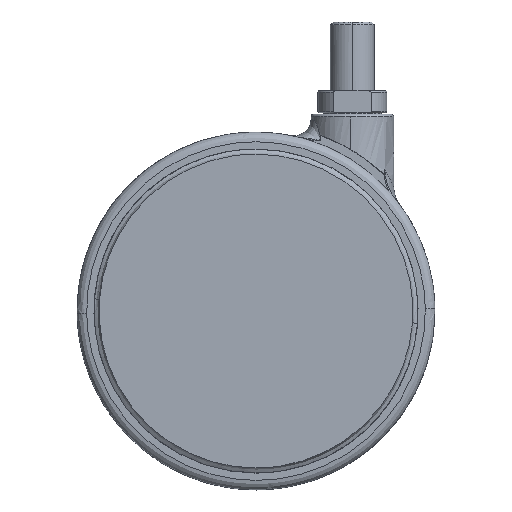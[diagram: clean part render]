
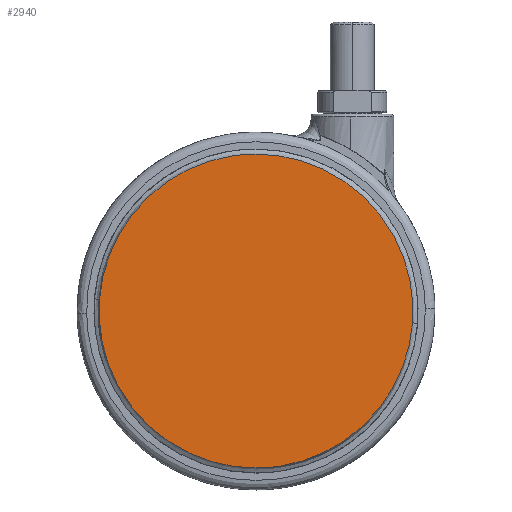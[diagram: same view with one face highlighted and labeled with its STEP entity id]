
A CAD part, front view. The second image highlights one B-rep face of the part: STEP entity #2940.
In plain terms, the highlighted free-form (B-spline) face has degree [1, 1] with [2, 2] control points.
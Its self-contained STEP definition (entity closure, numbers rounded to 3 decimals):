
#2869=CARTESIAN_POINT('',(-97.681,-25.0,-8.806));
#2870=CARTESIAN_POINT('',(-97.681,-25.0,-134.194));
#2871=CARTESIAN_POINT('',(27.681,-25.0,-8.806));
#2872=CARTESIAN_POINT('',(27.681,-25.0,-134.194));
#2873=B_SPLINE_SURFACE_WITH_KNOTS('',1,1,((#2869,#2871),(#2870,#2872)),.UNSPECIFIED.,.F.,.F.,.U.,(2,2),(2,2),(0.0,125.389),(0.0,125.362),.UNSPECIFIED.);
#2874=CARTESIAN_POINT('',(-91.838,-25.,-67.206));
#2875=VERTEX_POINT('',#2874);
#2876=CARTESIAN_POINT('',(-35.0,-25.,-14.5));
#2877=VERTEX_POINT('',#2876);
#2878=CARTESIAN_POINT('',(-91.838,-25.,-67.206));
#2879=CARTESIAN_POINT('',(-87.857,-25.,-14.5));
#2880=CARTESIAN_POINT('',(-35.0,-25.,-14.5));
#2888=(BOUNDED_CURVE()B_SPLINE_CURVE(2,(#2878,#2879,#2880),.UNSPECIFIED.,.F.,.U.)B_SPLINE_CURVE_WITH_KNOTS((3,3),(0.763,1.0),.UNSPECIFIED.)CURVE()GEOMETRIC_REPRESENTATION_ITEM()RATIONAL_B_SPLINE_CURVE((0.971,0.722,1.0))REPRESENTATION_ITEM(''));
#2889=EDGE_CURVE('',#2875,#2877,#2888,.T.);
#2890=ORIENTED_EDGE('',*,*,#2889,.F.);
#2891=CARTESIAN_POINT('',(-35.0,-25.0,-128.5));
#2892=VERTEX_POINT('',#2891);
#2893=CARTESIAN_POINT('',(-35.0,-25.0,-128.5));
#2894=CARTESIAN_POINT('',(-92.,-25.,-128.5));
#2895=CARTESIAN_POINT('',(-92.,-25.,-71.5));
#2896=CARTESIAN_POINT('',(-92.,-25.,-69.35));
#2897=CARTESIAN_POINT('',(-91.838,-25.,-67.206));
#2905=(BOUNDED_CURVE()B_SPLINE_CURVE(2,(#2893,#2894,#2895,#2896,#2897),.UNSPECIFIED.,.F.,.U.)B_SPLINE_CURVE_WITH_KNOTS((3,2,3),(0.5,0.75,0.763),.UNSPECIFIED.)CURVE()GEOMETRIC_REPRESENTATION_ITEM()RATIONAL_B_SPLINE_CURVE((1.0,0.707,1.0,0.985,0.971))REPRESENTATION_ITEM(''));
#2906=EDGE_CURVE('',#2892,#2875,#2905,.T.);
#2907=ORIENTED_EDGE('',*,*,#2906,.F.);
#2908=CARTESIAN_POINT('',(21.838,-25.,-75.794));
#2909=VERTEX_POINT('',#2908);
#2910=CARTESIAN_POINT('',(21.838,-25.,-75.794));
#2911=CARTESIAN_POINT('',(17.857,-25.,-128.5));
#2912=CARTESIAN_POINT('',(-35.0,-25.0,-128.5));
#2920=(BOUNDED_CURVE()B_SPLINE_CURVE(2,(#2910,#2911,#2912),.UNSPECIFIED.,.F.,.U.)B_SPLINE_CURVE_WITH_KNOTS((3,3),(0.263,0.5),.UNSPECIFIED.)CURVE()GEOMETRIC_REPRESENTATION_ITEM()RATIONAL_B_SPLINE_CURVE((0.971,0.722,1.0))REPRESENTATION_ITEM(''));
#2921=EDGE_CURVE('',#2909,#2892,#2920,.T.);
#2922=ORIENTED_EDGE('',*,*,#2921,.F.);
#2923=CARTESIAN_POINT('',(-35.0,-25.,-14.5));
#2924=CARTESIAN_POINT('',(22.,-25.,-14.5));
#2925=CARTESIAN_POINT('',(22.,-25.,-71.5));
#2926=CARTESIAN_POINT('',(22.,-25.,-73.65));
#2927=CARTESIAN_POINT('',(21.838,-25.,-75.794));
#2935=(BOUNDED_CURVE()B_SPLINE_CURVE(2,(#2923,#2924,#2925,#2926,#2927),.UNSPECIFIED.,.F.,.U.)B_SPLINE_CURVE_WITH_KNOTS((3,2,3),(0.0,0.25,0.263),.UNSPECIFIED.)CURVE()GEOMETRIC_REPRESENTATION_ITEM()RATIONAL_B_SPLINE_CURVE((1.0,0.707,1.0,0.985,0.971))REPRESENTATION_ITEM(''));
#2936=EDGE_CURVE('',#2877,#2909,#2935,.T.);
#2937=ORIENTED_EDGE('',*,*,#2936,.F.);
#2938=EDGE_LOOP('',(#2890,#2907,#2922,#2937));
#2939=FACE_OUTER_BOUND('',#2938,.T.);
#2940=ADVANCED_FACE('',(#2939),#2873,.T.);
